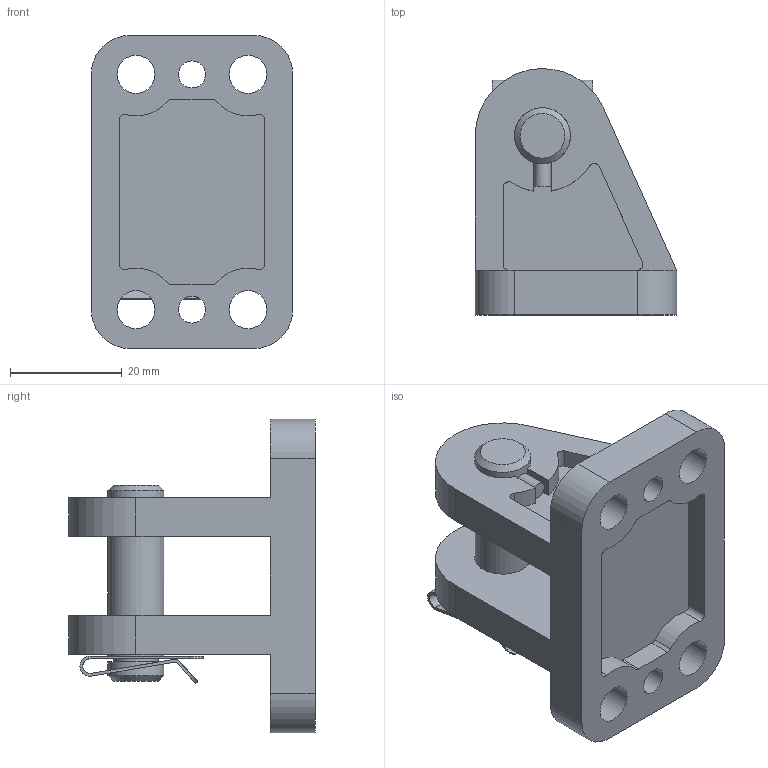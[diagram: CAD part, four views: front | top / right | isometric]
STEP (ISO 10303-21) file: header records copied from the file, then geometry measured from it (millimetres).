
FILE_DESCRIPTION(/* description */ ('STEP AP214'),/* implementation_level */ '2;1');
FILE_NAME(/* name */ '31761_LBG-32',/* time_stamp */ '2024-08-28T10:44:32+02:00',/* author */ ('License CC BY-ND 4.0'),/* organization */ ('CADENAS'),/* preprocessor_version */ 'ST-DEVELOPER v19.3',/* originating_system */ 'PARTsolutions',/* authorisation */ ' ');
FILE_SCHEMA (('AUTOMOTIVE_DESIGN {1 0 10303 214 3 1 1}'));
Length unit declared in the file: millimetre
Products named in the file (4): 31761 LBG-32; 31761 LBG-32---(L); 373493 BO- 10-026,5-DA; 210029 10 SXN 08 VERZINKT:SL
Assembly tree (3 placements, depth 2):
  31761 LBG-32
    31761 LBG-32---(L)
    373493 BO- 10-026,5-DA
    210029 10 SXN 08 VERZINKT:SL
Bounding box: 36 x 43.99 x 56 mm (x, y, z)
Volume: 24130.3 mm3; surface area: 14026.7 mm2
Topology: 3 solids, 3 shells, 106 faces, 295 edges, 195 vertices
Faces by surface type: cylinder 57, plane 47, cone 2
Full cylindrical faces by diameter (mm): 3 x1, 4.8 x2, 6.8 x4, 8 x1, 10 x4
Entity records: 3487 total; most frequent: DIRECTION 612, CARTESIAN_POINT 596, ORIENTED_EDGE 556, EDGE_CURVE 278, AXIS2_PLACEMENT_3D 227, VERTEX_POINT 192, LINE 158, VECTOR 158
